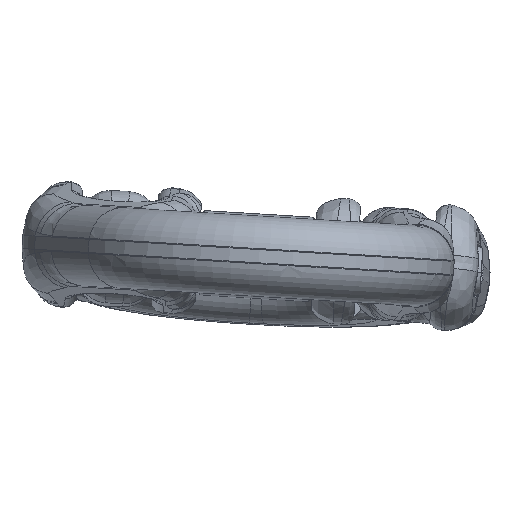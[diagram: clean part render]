
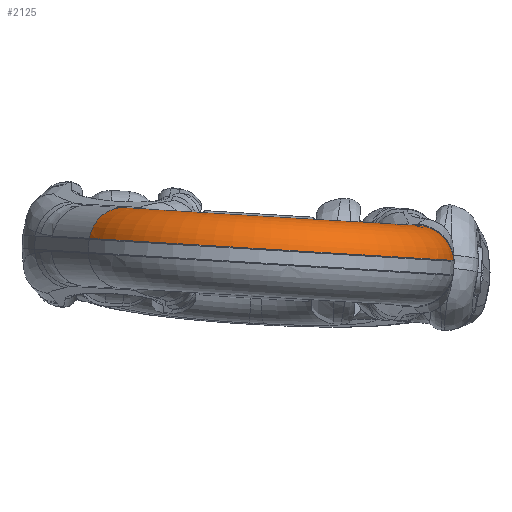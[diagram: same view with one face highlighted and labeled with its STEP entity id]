
A CAD part, front view. The second image highlights one B-rep face of the part: STEP entity #2125.
In plain terms, the highlighted toroidal (fillet/blend) face has major radius 47.402 mm and minor radius 11.4 mm.
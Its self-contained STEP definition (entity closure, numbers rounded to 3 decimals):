
#529=CARTESIAN_POINT('Vertex',(-57.637,-71.346,2.287)) ;
#1249=CARTESIAN_POINT('Vertex',(52.543,-45.704,2.287)) ;
#1255=CARTESIAN_POINT('Control Point',(52.543,-45.704,2.287)) ;
#1256=CARTESIAN_POINT('Control Point',(52.381,-49.592,2.287)) ;
#1257=CARTESIAN_POINT('Control Point',(51.898,-53.455,2.287)) ;
#1258=CARTESIAN_POINT('Control Point',(51.098,-57.271,2.287)) ;
#1259=CARTESIAN_POINT('Control Point',(48.75,-65.148,2.287)) ;
#1260=CARTESIAN_POINT('Control Point',(45.049,-72.541,2.287)) ;
#1261=CARTESIAN_POINT('Control Point',(42.746,-76.245,2.287)) ;
#1262=CARTESIAN_POINT('Control Point',(37.316,-83.395,2.287)) ;
#1263=CARTESIAN_POINT('Control Point',(30.626,-89.398,2.287)) ;
#1264=CARTESIAN_POINT('Control Point',(26.901,-92.129,2.287)) ;
#1265=CARTESIAN_POINT('Control Point',(20.384,-95.99,2.287)) ;
#1266=CARTESIAN_POINT('Control Point',(13.411,-98.74,2.287)) ;
#1267=CARTESIAN_POINT('Control Point',(10.613,-99.645,2.287)) ;
#1268=CARTESIAN_POINT('Control Point',(4.912,-101.104,2.287)) ;
#1269=CARTESIAN_POINT('Control Point',(-0.891,-101.839,2.287)) ;
#1270=CARTESIAN_POINT('Control Point',(-3.819,-102.025,2.287)) ;
#1271=CARTESIAN_POINT('Control Point',(-10.69,-102.035,2.287)) ;
#1272=CARTESIAN_POINT('Control Point',(-17.518,-101.041,2.287)) ;
#1273=CARTESIAN_POINT('Control Point',(-21.397,-100.141,2.287)) ;
#1274=CARTESIAN_POINT('Control Point',(-28.94,-97.697,2.287)) ;
#1275=CARTESIAN_POINT('Control Point',(-36.036,-93.983,2.287)) ;
#1276=CARTESIAN_POINT('Control Point',(-39.401,-91.842,2.287)) ;
#1277=CARTESIAN_POINT('Control Point',(-45.726,-87.014,2.287)) ;
#1278=CARTESIAN_POINT('Control Point',(-51.156,-81.188,2.287)) ;
#1279=CARTESIAN_POINT('Control Point',(-53.604,-78.07,2.287)) ;
#1280=CARTESIAN_POINT('Control Point',(-55.769,-74.775,2.287)) ;
#1281=CARTESIAN_POINT('Control Point',(-57.637,-71.346,2.287)) ;
#1416=CARTESIAN_POINT('Axis2P3D Location',(-47.724,-65.945,0.7)) ;
#1420=CARTESIAN_POINT('Vertex',(-47.724,-65.945,12.1)) ;
#2102=CARTESIAN_POINT('Axis2P3D Location',(-6.098,-43.269,0.7)) ;
#2107=CARTESIAN_POINT('Axis2P3D Location',(41.264,-45.235,0.7)) ;
#2111=CARTESIAN_POINT('Vertex',(41.264,-45.235,12.1)) ;
#2114=CARTESIAN_POINT('Axis2P3D Location',(-6.098,-43.269,12.1)) ;
#1417=DIRECTION('Axis2P3D Direction',(-0.478,0.878,0.)) ;
#2103=DIRECTION('Axis2P3D Direction',(0.,0.,-1.)) ;
#2104=DIRECTION('Axis2P3D XDirection',(1.,-0.014,0.)) ;
#2108=DIRECTION('Axis2P3D Direction',(0.041,0.999,0.)) ;
#2115=DIRECTION('Axis2P3D Direction',(0.,0.,-1.)) ;
#1418=AXIS2_PLACEMENT_3D('Circle Axis2P3D',#1416,#1417,$) ;
#2105=AXIS2_PLACEMENT_3D('Torus Axis2P3D',#2102,#2103,#2104) ;
#2109=AXIS2_PLACEMENT_3D('Circle Axis2P3D',#2107,#2108,$) ;
#2116=AXIS2_PLACEMENT_3D('Circle Axis2P3D',#2114,#2115,$) ;
#2120=ORIENTED_EDGE('',*,*,#1422,.T.) ;
#2121=ORIENTED_EDGE('',*,*,#1282,.T.) ;
#2122=ORIENTED_EDGE('',*,*,#2113,.F.) ;
#2123=ORIENTED_EDGE('',*,*,#2118,.F.) ;
#2125=ADVANCED_FACE('\X2\51E04F554F53\X0\.2',(#2124),#2106,.T.) ;
#1254=B_SPLINE_CURVE_WITH_KNOTS('',5,(#1255,#1256,#1257,#1258,#1259,#1260,#1261,#1262,#1263,#1264,#1265,#1266,#1267,#1268,#1269,#1270,#1271,#1272,#1273,#1274,#1275,#1276,#1277,#1278,#1279,#1280,#1281),.UNSPECIFIED.,.F.,.U.,(6,3,3,3,3,3,3,3,6),(104.452,135.87,170.63,207.37,231.198,255.278,287.68,319.469,350.994),.UNSPECIFIED.) ;
#1419=CIRCLE('generated circle',#1418,11.4) ;
#2110=CIRCLE('generated circle',#2109,11.4) ;
#2117=CIRCLE('generated circle',#2116,47.402) ;
#2106=TOROIDAL_SURFACE('homeo Torus',#2105,47.402,11.4) ;
#1282=EDGE_CURVE('',#530,#1250,#1254,.F.) ;
#1422=EDGE_CURVE('',#1421,#530,#1419,.F.) ;
#2113=EDGE_CURVE('',#2112,#1250,#2110,.T.) ;
#2118=EDGE_CURVE('',#1421,#2112,#2117,.F.) ;
#2119=EDGE_LOOP('',(#2120,#2121,#2122,#2123)) ;
#2124=FACE_OUTER_BOUND('',#2119,.T.) ;
#530=VERTEX_POINT('',#529) ;
#1250=VERTEX_POINT('',#1249) ;
#1421=VERTEX_POINT('',#1420) ;
#2112=VERTEX_POINT('',#2111) ;
